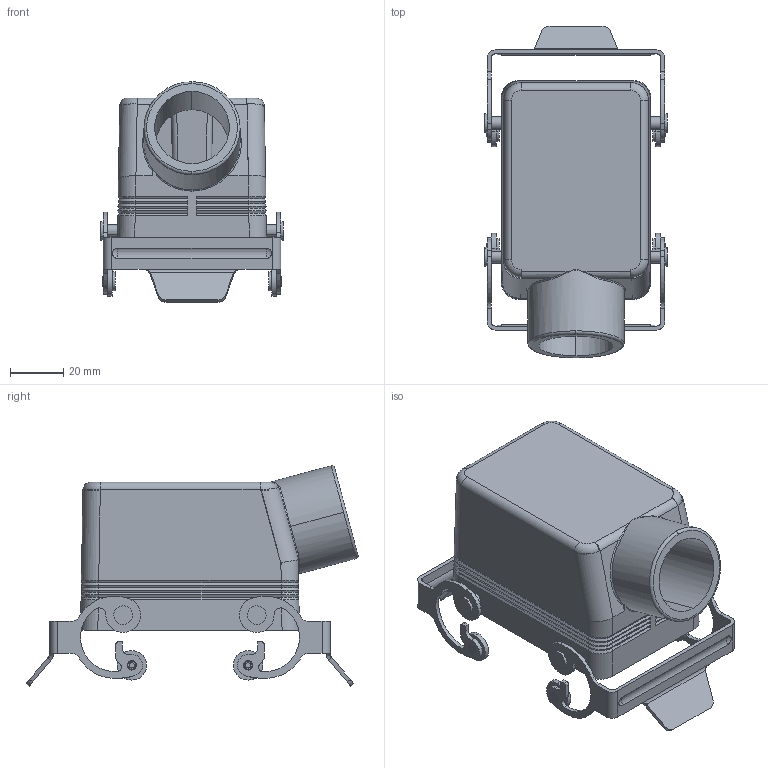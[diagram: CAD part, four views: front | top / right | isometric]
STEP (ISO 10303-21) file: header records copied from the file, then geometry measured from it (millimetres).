
FILE_DESCRIPTION(('Creo Elements/Direct Modeling STEP Export'),'2;1');
FILE_NAME('0ln7uvk527508ui7512','2020-04-14T10:01:07',(''),(''),'Creo Elements/Direct Modeling STEP processor for AP214 (Solid Model)','Creo Elements/Direct Modeling 20.1B 02-Apr-2019 (C) Parametric Technology GmbH','');
FILE_SCHEMA(('AUTOMOTIVE_DESIGN { 1 0 10303 214 1 1 1 1 }'));
Length unit declared in the file: millimetre
Products named in the file (10): Leva; CHPX 50.21.1; CHPX 50.21.3; Leva.1; CHPX 50.21.4; CHPX 50.21.2; CHO 50 X; CHOX 50 X
Assembly tree (9 placements, depth 3):
  CHOX 50 X
    CHO 50 X
    Leva.1
      CHPX 50.21.2
      CHPX 50.21.4
      Leva.1
    Leva
      CHPX 50.21.3
      CHPX 50.21.1
      Leva
Bounding box: 68.5 x 124.32 x 82.61 mm (x, y, z)
Volume: 78493.3 mm3; surface area: 51934.8 mm2
Topology: 7 solids, 11 shells, 587 faces, 1469 edges, 924 vertices
Faces by surface type: cylinder 238, plane 219, cone 69, bspline 33, torus 13, sphere 11, extrusion 4
Entity records: 26088 total; most frequent: CARTESIAN_POINT 11833, ORIENTED_EDGE 2906, DIRECTION 2489, EDGE_CURVE 1453, AXIS2_PLACEMENT_3D 934, VERTEX_POINT 924, EDGE_LOOP 641, VECTOR 621
